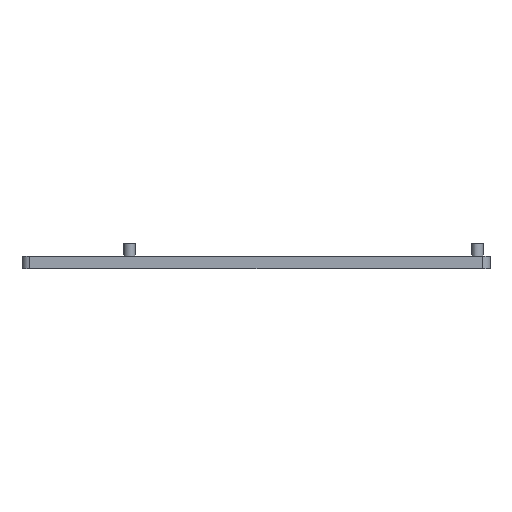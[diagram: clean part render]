
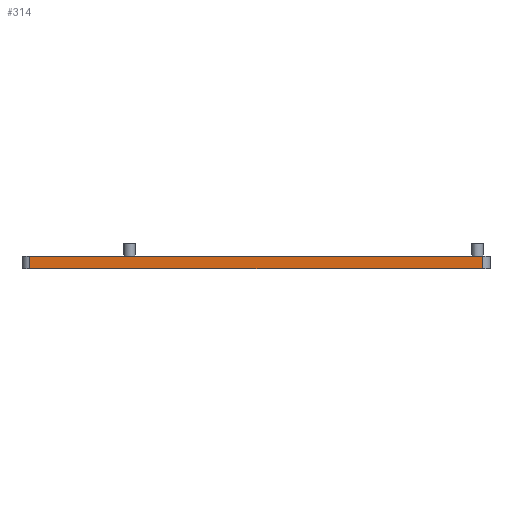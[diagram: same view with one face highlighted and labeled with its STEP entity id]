
A CAD part, left-side view. The second image highlights one B-rep face of the part: STEP entity #314.
In plain terms, the highlighted planar face has unit normal (-1, 0, 0).
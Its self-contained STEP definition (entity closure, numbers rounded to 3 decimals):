
#314=ADVANCED_FACE('',(#1708),#1710,.T.);
#1708=FACE_BOUND('',#1709,.T.);
#1709=EDGE_LOOP('',(#2864,#2865,#2866,#2867));
#1710=PLANE('',#1711);
#1711=AXIS2_PLACEMENT_3D('',#1712,#1713,#1714);
#1712=CARTESIAN_POINT('',(-13.5,37.,0.));
#1713=DIRECTION('',(-1.,0.,0.));
#1714=DIRECTION('',(0.,-1.,0.));
#2864=ORIENTED_EDGE('',*,*,#3691,.F.);
#2865=ORIENTED_EDGE('',*,*,#3552,.T.);
#2866=ORIENTED_EDGE('',*,*,#3692,.T.);
#2867=ORIENTED_EDGE('',*,*,#3496,.F.);
#3496=EDGE_CURVE('',#3948,#3950,#3951,.T.);
#3552=EDGE_CURVE('',#4062,#4060,#4063,.T.);
#3691=EDGE_CURVE('',#4062,#3948,#4311,.T.);
#3692=EDGE_CURVE('',#4060,#3950,#4312,.T.);
#3948=VERTEX_POINT('',#4711);
#3950=VERTEX_POINT('',#4716);
#3951=LINE('',#4717,#4718);
#4060=VERTEX_POINT('',#4944);
#4062=VERTEX_POINT('',#4949);
#4063=LINE('',#4950,#4951);
#4311=LINE('',#5511,#5512);
#4312=LINE('',#5514,#5515);
#4711=CARTESIAN_POINT('',(-13.5,35.75,2.));
#4716=CARTESIAN_POINT('',(-13.5,-35.75,2.));
#4717=CARTESIAN_POINT('',(-13.5,35.75,2.));
#4718=VECTOR('',#4719,1.);
#4719=DIRECTION('',(0.,-1.,0.));
#4944=CARTESIAN_POINT('',(-13.5,-35.75,0.));
#4949=CARTESIAN_POINT('',(-13.5,35.75,0.));
#4950=CARTESIAN_POINT('',(-13.5,35.75,0.));
#4951=VECTOR('',#4952,1.);
#4952=DIRECTION('',(0.,-1.,0.));
#5511=CARTESIAN_POINT('',(-13.5,35.75,0.));
#5512=VECTOR('',#5513,1.);
#5513=DIRECTION('',(0.,0.,1.));
#5514=CARTESIAN_POINT('',(-13.5,-35.75,0.));
#5515=VECTOR('',#5516,1.);
#5516=DIRECTION('',(0.,0.,1.));
